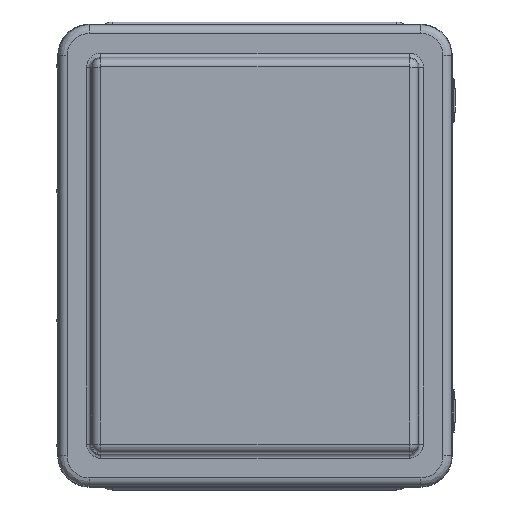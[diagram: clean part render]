
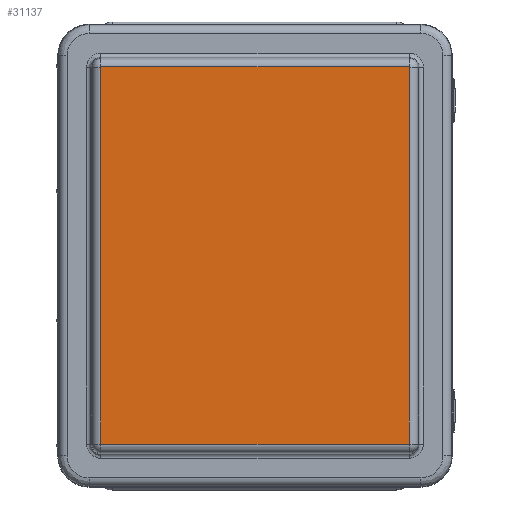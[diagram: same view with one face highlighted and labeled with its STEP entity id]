
A CAD part, top view. The second image highlights one B-rep face of the part: STEP entity #31137.
In plain terms, the highlighted planar face has unit normal (0, 0, 1).
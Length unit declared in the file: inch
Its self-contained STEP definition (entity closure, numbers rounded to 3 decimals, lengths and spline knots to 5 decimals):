
#486 = EDGE_CURVE ( 'NONE', #41462, #48749, #39757, .T. ) ;
#1174 = CARTESIAN_POINT ( 'NONE',  ( 0.01648, 0., 1.58762 ) ) ;
#1652 = CARTESIAN_POINT ( 'NONE',  ( 4.49192, -5.4645, 1.58762 ) ) ;
#1724 = CARTESIAN_POINT ( 'NONE',  ( 0.01648, -5.46765, 1.58762 ) ) ;
#2637 = EDGE_CURVE ( 'NONE', #17223, #52603, #50669, .T. ) ;
#3445 = CARTESIAN_POINT ( 'NONE',  ( -4.45311, -5.46765, 1.58762 ) ) ;
#3809 = EDGE_CURVE ( 'NONE', #19157, #17223, #28323, .T. ) ;
#4897 = PLANE ( 'NONE',  #10633 ) ;
#5888 = ORIENTED_EDGE ( 'NONE', *, *, #12212, .T. ) ;
#6008 = CARTESIAN_POINT ( 'NONE',  ( 4.49191, 5.46449, 1.58762 ) ) ;
#6159 = LINE ( 'NONE', #45528, #20814 ) ;
#6500 = LINE ( 'NONE', #9966, #26571 ) ;
#9501 = CARTESIAN_POINT ( 'NONE',  ( -4.45959, 5.46118, 1.58762 ) ) ;
#9555 = CARTESIAN_POINT ( 'NONE',  ( -4.45959, -5.46117, 1.58762 ) ) ;
#9584 = ORIENTED_EDGE ( 'NONE', *, *, #33534, .T. ) ;
#9960 = DIRECTION ( 'NONE',  ( 1., 0., 0. ) ) ;
#9966 = CARTESIAN_POINT ( 'NONE',  ( 0.01648, 5.46765, 1.58762 ) ) ;
#10124 = CARTESIAN_POINT ( 'NONE',  ( 4.49255, 5.46295, 1.58762 ) ) ;
#10633 = AXIS2_PLACEMENT_3D ( 'NONE', #1174, #48201, #17960 ) ;
#11569 = CARTESIAN_POINT ( 'NONE',  ( -4.45959, 5.46118, 1.58762 ) ) ;
#12212 = EDGE_CURVE ( 'NONE', #48749, #19157, #6500, .T. ) ;
#13223 = ORIENTED_EDGE ( 'NONE', *, *, #3809, .T. ) ;
#13900 = FACE_OUTER_BOUND ( 'NONE', #55064, .T. ) ;
#14446 = VERTEX_POINT ( 'NONE', #44993 ) ;
#14633 = CARTESIAN_POINT ( 'NONE',  ( 4.4894, 5.46702, 1.58762 ) ) ;
#15140 = CARTESIAN_POINT ( 'NONE',  ( 4.49255, -5.46117, 1.58762 ) ) ;
#17223 = VERTEX_POINT ( 'NONE', #9501 ) ;
#17763 = VERTEX_POINT ( 'NONE', #3445 ) ;
#17960 = DIRECTION ( 'NONE',  ( 1., 0., 0. ) ) ;
#19157 = VERTEX_POINT ( 'NONE', #22023 ) ;
#20814 = VECTOR ( 'NONE', #32124, 39.37008 ) ;
#20908 = CARTESIAN_POINT ( 'NONE',  ( 4.49255, 5.46118, 1.58762 ) ) ;
#21661 = EDGE_CURVE ( 'NONE', #52603, #17763, #34452, .T. ) ;
#22023 = CARTESIAN_POINT ( 'NONE',  ( -4.45311, 5.46765, 1.58762 ) ) ;
#22973 = CARTESIAN_POINT ( 'NONE',  ( 4.48608, 5.46765, 1.58762 ) ) ;
#23000 = DIRECTION ( 'NONE',  ( -1., 0., 0. ) ) ;
#23109 = CARTESIAN_POINT ( 'NONE',  ( 4.48939, -5.46701, 1.58762 ) ) ;
#23665 = CARTESIAN_POINT ( 'NONE',  ( 4.49255, -5.46117, 1.58762 ) ) ;
#24700 = VECTOR ( 'NONE', #9960, 39.37008 ) ;
#25106 = ORIENTED_EDGE ( 'NONE', *, *, #31788, .T. ) ;
#26405 = ORIENTED_EDGE ( 'NONE', *, *, #51577, .T. ) ;
#26571 = VECTOR ( 'NONE', #23000, 39.37008 ) ;
#27867 = CARTESIAN_POINT ( 'NONE',  ( 4.48785, -5.46765, 1.58762 ) ) ;
#27969 = CARTESIAN_POINT ( 'NONE',  ( 4.48608, 5.46765, 1.58762 ) ) ;
#28323 = B_SPLINE_CURVE_WITH_KNOTS ( 'NONE', 3,
 ( #37435, #41386, #46440, #46089, #50556, #11569 ),
 .UNSPECIFIED., .F., .F.,
 ( 4, 2, 4 ),
 ( 0., 0.5, 1. ),
 .UNSPECIFIED. ) ;
#30653 = CARTESIAN_POINT ( 'NONE',  ( 4.48608, -5.46765, 1.58762 ) ) ;
#30722 = LINE ( 'NONE', #1724, #24700 ) ;
#31137 = ADVANCED_FACE ( 'NONE', ( #13900 ), #4897, .T. ) ;
#31788 = EDGE_CURVE ( 'NONE', #14446, #35169, #42188, .T. ) ;
#32124 = DIRECTION ( 'NONE',  ( 0., 1., 0. ) ) ;
#33447 = CARTESIAN_POINT ( 'NONE',  ( -4.45311, -5.46765, 1.58762 ) ) ;
#33534 = EDGE_CURVE ( 'NONE', #17763, #14446, #30722, .T. ) ;
#33800 = ORIENTED_EDGE ( 'NONE', *, *, #21661, .T. ) ;
#34192 = CARTESIAN_POINT ( 'NONE',  ( -4.45959, -5.46117, 1.58762 ) ) ;
#34452 = B_SPLINE_CURVE_WITH_KNOTS ( 'NONE', 3,
 ( #34192, #37794, #46287, #50565, #54888, #33447 ),
 .UNSPECIFIED., .F., .F.,
 ( 4, 2, 4 ),
 ( 0., 0.5, 1. ),
 .UNSPECIFIED. ) ;
#35169 = VERTEX_POINT ( 'NONE', #15140 ) ;
#35966 = ORIENTED_EDGE ( 'NONE', *, *, #2637, .T. ) ;
#36239 = DIRECTION ( 'NONE',  ( 0., -1., 0. ) ) ;
#37435 = CARTESIAN_POINT ( 'NONE',  ( -4.45311, 5.46765, 1.58762 ) ) ;
#37682 = ORIENTED_EDGE ( 'NONE', *, *, #486, .T. ) ;
#37794 = CARTESIAN_POINT ( 'NONE',  ( -4.45959, -5.46295, 1.58762 ) ) ;
#39757 = B_SPLINE_CURVE_WITH_KNOTS ( 'NONE', 3,
 ( #48763, #10124, #6008, #14633, #40122, #22973 ),
 .UNSPECIFIED., .F., .F.,
 ( 4, 2, 4 ),
 ( 0., 0.5, 1. ),
 .UNSPECIFIED. ) ;
#40122 = CARTESIAN_POINT ( 'NONE',  ( 4.48788, 5.46765, 1.58762 ) ) ;
#40359 = CARTESIAN_POINT ( 'NONE',  ( -4.45959, 0., 1.58762 ) ) ;
#41386 = CARTESIAN_POINT ( 'NONE',  ( -4.45489, 5.46765, 1.58762 ) ) ;
#41462 = VERTEX_POINT ( 'NONE', #20908 ) ;
#42188 = B_SPLINE_CURVE_WITH_KNOTS ( 'NONE', 3,
 ( #30653, #27867, #23109, #1652, #53362, #23665 ),
 .UNSPECIFIED., .F., .F.,
 ( 4, 2, 4 ),
 ( 0., 0.5, 1. ),
 .UNSPECIFIED. ) ;
#44993 = CARTESIAN_POINT ( 'NONE',  ( 4.48608, -5.46765, 1.58762 ) ) ;
#45528 = CARTESIAN_POINT ( 'NONE',  ( 4.49255, 0., 1.58762 ) ) ;
#46089 = CARTESIAN_POINT ( 'NONE',  ( -4.45896, 5.4645, 1.58762 ) ) ;
#46287 = CARTESIAN_POINT ( 'NONE',  ( -4.45895, -5.46449, 1.58762 ) ) ;
#46440 = CARTESIAN_POINT ( 'NONE',  ( -4.45643, 5.46701, 1.58762 ) ) ;
#46660 = VECTOR ( 'NONE', #36239, 39.37008 ) ;
#48201 = DIRECTION ( 'NONE',  ( 0., 0., 1. ) ) ;
#48749 = VERTEX_POINT ( 'NONE', #27969 ) ;
#48763 = CARTESIAN_POINT ( 'NONE',  ( 4.49255, 5.46118, 1.58762 ) ) ;
#50556 = CARTESIAN_POINT ( 'NONE',  ( -4.45959, 5.46298, 1.58762 ) ) ;
#50565 = CARTESIAN_POINT ( 'NONE',  ( -4.45644, -5.46702, 1.58762 ) ) ;
#50669 = LINE ( 'NONE', #40359, #46660 ) ;
#51577 = EDGE_CURVE ( 'NONE', #35169, #41462, #6159, .T. ) ;
#52603 = VERTEX_POINT ( 'NONE', #9555 ) ;
#53362 = CARTESIAN_POINT ( 'NONE',  ( 4.49255, -5.46298, 1.58762 ) ) ;
#54888 = CARTESIAN_POINT ( 'NONE',  ( -4.45491, -5.46765, 1.58762 ) ) ;
#55064 = EDGE_LOOP ( 'NONE', ( #33800, #9584, #25106, #26405, #37682, #5888, #13223, #35966 ) ) ;
